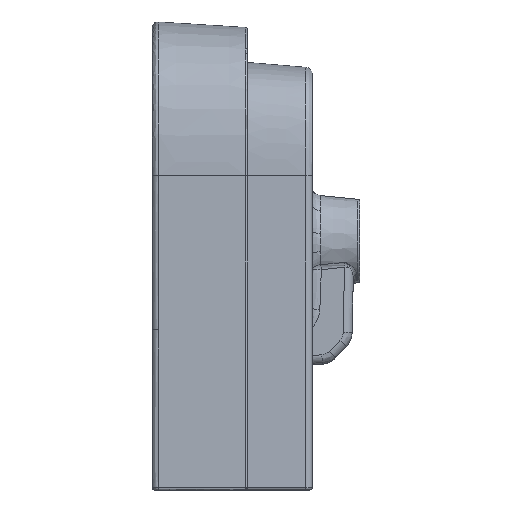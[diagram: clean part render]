
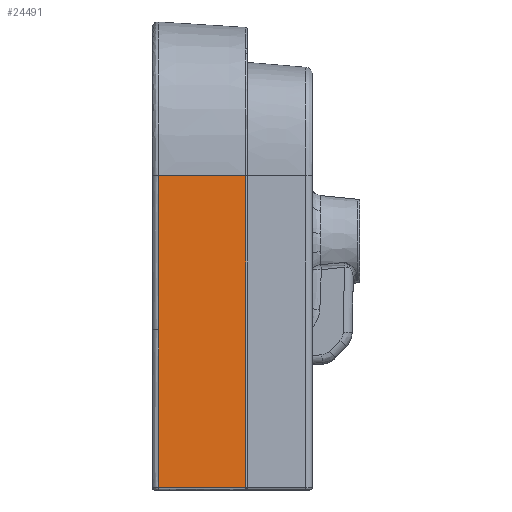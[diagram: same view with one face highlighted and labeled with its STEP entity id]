
A CAD part, left-side view. The second image highlights one B-rep face of the part: STEP entity #24491.
In plain terms, the highlighted free-form (B-spline) face has degree [5, 5] with [6, 6] control points.
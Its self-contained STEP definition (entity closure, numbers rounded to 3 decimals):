
#5903=CARTESIAN_POINT('',(-317.559,-79.062,
265.));
#5922=CARTESIAN_POINT('',(-322.168,-5.312,
265.));
#5960=DIRECTION('',(0.062,-0.998,0.));
#5961=VECTOR('',#5960,73.894);
#5962=CARTESIAN_POINT('',(-322.168,-5.312,
2.));
#5963=LINE('',#5962,#5961);
#5964=CARTESIAN_POINT('',(-322.168,-5.312,
2.));
#5965=CARTESIAN_POINT('',(-322.168,-5.312,
46.455));
#5966=CARTESIAN_POINT('',(-322.168,-5.312,
90.675));
#5967=CARTESIAN_POINT('',(-322.168,-5.312,
135.));
#5969=CARTESIAN_POINT('',(-322.168,-5.312,
135.));
#5970=CARTESIAN_POINT('',(-322.168,-5.312,
178.074));
#5971=CARTESIAN_POINT('',(-322.168,-5.312,
221.307));
#5972=CARTESIAN_POINT('',(-322.168,-5.312,
265.));
#5974=CARTESIAN_POINT('',(-322.168,-5.312,
265.));
#5975=CARTESIAN_POINT('',(-320.632,-29.895,
265.));
#5976=CARTESIAN_POINT('',(-319.095,-54.479,
265.));
#5977=CARTESIAN_POINT('',(-317.559,-79.062,
265.));
#5979=CARTESIAN_POINT('',(-317.559,-79.062,
2.));
#5980=CARTESIAN_POINT('',(-317.559,-79.062,
23.919));
#5981=CARTESIAN_POINT('',(-317.559,-79.062,
78.843));
#5982=CARTESIAN_POINT('',(-317.559,-79.062,
166.968));
#5983=CARTESIAN_POINT('',(-317.559,-79.062,
232.498));
#5984=CARTESIAN_POINT('',(-317.559,-79.062,
265.));
#7261=VERTEX_POINT('',#5922);
#7264=VERTEX_POINT('',#5969);
#7631=VERTEX_POINT('',#5903);
#7762=CARTESIAN_POINT('',(-322.168,-5.312,
2.));
#7763=CARTESIAN_POINT('',(-317.559,-79.062,
2.));
#7764=VERTEX_POINT('',#7762);
#7765=VERTEX_POINT('',#7763);
#24446=CARTESIAN_POINT('',(-322.5,0.,-0.63));
#24447=CARTESIAN_POINT('',(-321.5,-16.,-0.63));
#24448=CARTESIAN_POINT('',(-320.5,-32.,-0.63));
#24449=CARTESIAN_POINT('',(-319.5,-48.,-0.63));
#24450=CARTESIAN_POINT('',(-318.5,-64.,-0.63));
#24451=CARTESIAN_POINT('',(-317.5,-80.,-0.63));
#24452=CARTESIAN_POINT('',(-322.5,0.,53.018));
#24453=CARTESIAN_POINT('',(-321.5,-16.,
53.017));
#24454=CARTESIAN_POINT('',(-320.5,-32.,
53.016));
#24455=CARTESIAN_POINT('',(-319.5,-48.,
53.015));
#24456=CARTESIAN_POINT('',(-318.5,-64.,
53.014));
#24457=CARTESIAN_POINT('',(-317.5,-80.,
53.013));
#24458=CARTESIAN_POINT('',(-322.5,0.,106.403));
#24459=CARTESIAN_POINT('',(-321.5,-16.,
106.501));
#24460=CARTESIAN_POINT('',(-320.5,-32.,
106.599));
#24461=CARTESIAN_POINT('',(-319.5,-48.,
106.697));
#24462=CARTESIAN_POINT('',(-318.5,-64.,
106.795));
#24463=CARTESIAN_POINT('',(-317.5,-80.,
106.893));
#24464=CARTESIAN_POINT('',(-322.5,0.,159.521));
#24465=CARTESIAN_POINT('',(-321.5,-16.,
159.82));
#24466=CARTESIAN_POINT('',(-320.5,-32.,
160.118));
#24467=CARTESIAN_POINT('',(-319.5,-48.,
160.417));
#24468=CARTESIAN_POINT('',(-318.5,-64.,
160.716));
#24469=CARTESIAN_POINT('',(-317.5,-80.,
161.015));
#24470=CARTESIAN_POINT('',(-322.5,0.,213.269));
#24471=CARTESIAN_POINT('',(-321.5,-16.,
213.529));
#24472=CARTESIAN_POINT('',(-320.5,-32.,
213.788));
#24473=CARTESIAN_POINT('',(-319.5,-48.,
214.048));
#24474=CARTESIAN_POINT('',(-318.5,-64.,
214.307));
#24475=CARTESIAN_POINT('',(-317.5,-80.,
214.567));
#24476=CARTESIAN_POINT('',(-322.5,0.,267.631));
#24477=CARTESIAN_POINT('',(-321.5,-16.,
267.618));
#24478=CARTESIAN_POINT('',(-320.5,-32.,
267.605));
#24479=CARTESIAN_POINT('',(-319.5,-48.,
267.592));
#24480=CARTESIAN_POINT('',(-318.5,-64.,
267.579));
#24481=CARTESIAN_POINT('',(-317.5,-80.,
267.566));
#24482=B_SPLINE_SURFACE_WITH_KNOTS('',5,5,((#24446,#24447,#24448,#24449,#24450,
#24451),(#24452,#24453,#24454,#24455,#24456,#24457),(#24458,#24459,#24460,
#24461,#24462,#24463),(#24464,#24465,#24466,#24467,#24468,#24469),(#24470,
#24471,#24472,#24473,#24474,#24475),(#24476,#24477,#24478,#24479,#24480,
#24481)),.UNSPECIFIED.,.F.,.F.,.F.,(6,6),(6,6),(-0.001,
0.375),(0.,1.),.UNSPECIFIED.);
#24483=ORIENTED_EDGE('',*,*,#9572,.F.);
#24484=ORIENTED_EDGE('',*,*,#9674,.T.);
#24486=ORIENTED_EDGE('',*,*,#24485,.T.);
#24487=ORIENTED_EDGE('',*,*,#24438,.T.);
#24488=ORIENTED_EDGE('',*,*,#9420,.F.);
#24489=EDGE_LOOP('',(#24483,#24484,#24486,#24487,#24488));
#24490=FACE_OUTER_BOUND('',#24489,.F.);
#24491=ADVANCED_FACE('',(#24490),#24482,.F.);
#5968=B_SPLINE_CURVE_WITH_KNOTS('',3,(#5964,#5965,#5966,#5967),.UNSPECIFIED.,
.F.,.F.,(4,4),(0.,1.),.UNSPECIFIED.);
#5973=B_SPLINE_CURVE_WITH_KNOTS('',3,(#5969,#5970,#5971,#5972),.UNSPECIFIED.,
.F.,.F.,(4,4),(0.,1.),.UNSPECIFIED.);
#5978=B_SPLINE_CURVE_WITH_KNOTS('',3,(#5974,#5975,#5976,#5977),.UNSPECIFIED.,
.F.,.F.,(4,4),(0.,1.),.UNSPECIFIED.);
#5985=B_SPLINE_CURVE_WITH_KNOTS('',3,(#5979,#5980,#5981,#5982,#5983,#5984),
.UNSPECIFIED.,.F.,.F.,(4,1,1,4),(0.,0.25,0.625,1.),.UNSPECIFIED.);
#9420=EDGE_CURVE('',#7765,#7631,#5985,.T.);
#9572=EDGE_CURVE('',#7764,#7765,#5963,.T.);
#9674=EDGE_CURVE('',#7764,#7264,#5968,.T.);
#24438=EDGE_CURVE('',#7261,#7631,#5978,.T.);
#24485=EDGE_CURVE('',#7264,#7261,#5973,.T.);
